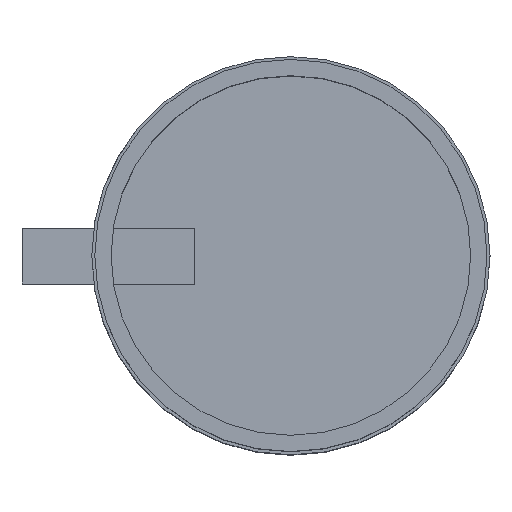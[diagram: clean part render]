
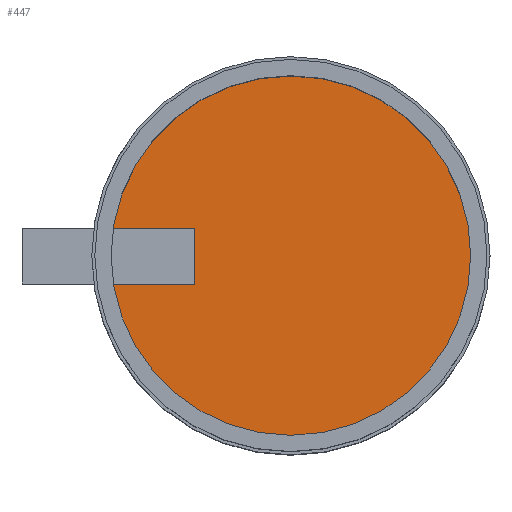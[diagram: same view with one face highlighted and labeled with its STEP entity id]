
A CAD part, top view. The second image highlights one B-rep face of the part: STEP entity #447.
In plain terms, the highlighted planar face has unit normal (0, 0, 1).
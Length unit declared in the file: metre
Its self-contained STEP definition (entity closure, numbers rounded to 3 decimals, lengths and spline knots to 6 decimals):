
#64=PLANE('',#555);
#114=ORIENTED_EDGE('',*,*,#192,.T.);
#115=ORIENTED_EDGE('',*,*,#193,.T.);
#116=ORIENTED_EDGE('',*,*,#194,.T.);
#117=ORIENTED_EDGE('',*,*,#195,.T.);
#192=EDGE_CURVE('',#237,#238,#270,.T.);
#193=EDGE_CURVE('',#238,#239,#271,.T.);
#194=EDGE_CURVE('',#239,#240,#272,.T.);
#195=EDGE_CURVE('',#240,#237,#273,.T.);
#237=VERTEX_POINT('',#823);
#238=VERTEX_POINT('',#824);
#239=VERTEX_POINT('',#826);
#240=VERTEX_POINT('',#828);
#270=CIRCLE('',#556,0.0315);
#271=CIRCLE('',#557,0.025);
#272=CIRCLE('',#558,0.033);
#273=CIRCLE('',#559,0.025);
#317=EDGE_LOOP('',(#114,#115,#116,#117));
#379=FACE_BOUND('',#317,.T.);
#447=ADVANCED_FACE('',(#379),#64,.T.);
#555=AXIS2_PLACEMENT_3D('',#821,#667,#668);
#556=AXIS2_PLACEMENT_3D('',#822,#669,#670);
#557=AXIS2_PLACEMENT_3D('',#825,#671,#672);
#558=AXIS2_PLACEMENT_3D('',#827,#673,#674);
#559=AXIS2_PLACEMENT_3D('',#829,#675,#676);
#667=DIRECTION('',(0.,0.,1.));
#668=DIRECTION('',(1.,0.,0.));
#669=DIRECTION('',(0.,0.,1.));
#670=DIRECTION('',(1.,0.,0.));
#671=DIRECTION('',(0.,0.,1.));
#672=DIRECTION('',(1.,0.,0.));
#673=DIRECTION('',(0.,0.,1.));
#674=DIRECTION('',(1.,0.,0.));
#675=DIRECTION('',(0.,0.,1.));
#676=DIRECTION('',(1.,0.,0.));
#821=CARTESIAN_POINT('',(0.,0.,0.042));
#822=CARTESIAN_POINT('',(0.,0.,0.042));
#823=CARTESIAN_POINT('',(-0.019181,-0.024987,0.042));
#824=CARTESIAN_POINT('',(-0.019181,0.024987,0.042));
#825=CARTESIAN_POINT('',(-0.02,0.,0.042));
#826=CARTESIAN_POINT('',(-0.0216,0.024949,0.042));
#827=CARTESIAN_POINT('',(0.,0.,0.042));
#828=CARTESIAN_POINT('',(-0.0216,-0.024949,0.042));
#829=CARTESIAN_POINT('',(-0.02,0.,0.042));
